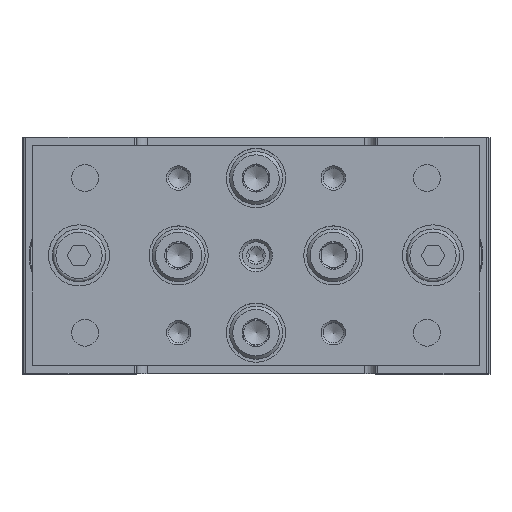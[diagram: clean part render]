
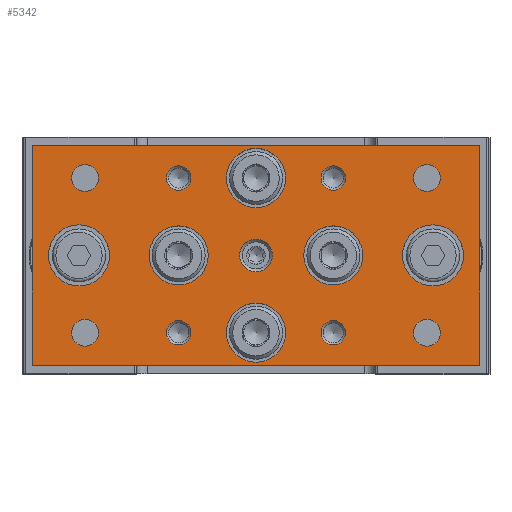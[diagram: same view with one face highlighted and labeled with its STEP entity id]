
A CAD part, top view. The second image highlights one B-rep face of the part: STEP entity #5342.
In plain terms, the highlighted planar face has unit normal (0, 0, 1).
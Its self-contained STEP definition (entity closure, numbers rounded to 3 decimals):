
#531=CIRCLE('',#5982,7.5);
#532=CIRCLE('',#5983,7.5);
#533=CIRCLE('',#5984,3.3);
#534=CIRCLE('',#5985,3.3);
#535=CIRCLE('',#5986,3.3);
#536=CIRCLE('',#5987,3.3);
#537=CIRCLE('',#5988,3.);
#538=CIRCLE('',#5989,3.);
#539=CIRCLE('',#5990,3.);
#540=CIRCLE('',#5991,3.);
#541=CIRCLE('',#5992,7.25);
#542=CIRCLE('',#5993,7.25);
#543=CIRCLE('',#5994,7.25);
#544=CIRCLE('',#5995,7.25);
#545=CIRCLE('',#5996,4.);
#849=LINE('',#8739,#1105);
#853=LINE('',#8748,#1109);
#856=LINE('',#8754,#1112);
#859=LINE('',#8760,#1115);
#1105=VECTOR('',#7076,1000.);
#1109=VECTOR('',#7082,1000.);
#1112=VECTOR('',#7087,1000.);
#1115=VECTOR('',#7092,1000.);
#1766=ORIENTED_EDGE('',*,*,#2841,.F.);
#1767=ORIENTED_EDGE('',*,*,#2842,.F.);
#1768=ORIENTED_EDGE('',*,*,#2843,.T.);
#1769=ORIENTED_EDGE('',*,*,#2844,.T.);
#1770=ORIENTED_EDGE('',*,*,#2845,.T.);
#1771=ORIENTED_EDGE('',*,*,#2846,.T.);
#1772=ORIENTED_EDGE('',*,*,#2847,.T.);
#1773=ORIENTED_EDGE('',*,*,#2848,.T.);
#1774=ORIENTED_EDGE('',*,*,#2849,.T.);
#1775=ORIENTED_EDGE('',*,*,#2850,.T.);
#1776=ORIENTED_EDGE('',*,*,#2851,.T.);
#1777=ORIENTED_EDGE('',*,*,#2852,.T.);
#1778=ORIENTED_EDGE('',*,*,#2853,.T.);
#1779=ORIENTED_EDGE('',*,*,#2854,.T.);
#1780=ORIENTED_EDGE('',*,*,#2855,.T.);
#1781=ORIENTED_EDGE('',*,*,#2814,.T.);
#1782=ORIENTED_EDGE('',*,*,#2818,.T.);
#1783=ORIENTED_EDGE('',*,*,#2821,.T.);
#1784=ORIENTED_EDGE('',*,*,#2824,.T.);
#2814=EDGE_CURVE('',#3440,#3441,#849,.T.);
#2818=EDGE_CURVE('',#3441,#3444,#853,.T.);
#2821=EDGE_CURVE('',#3444,#3446,#856,.T.);
#2824=EDGE_CURVE('',#3446,#3440,#859,.T.);
#2841=EDGE_CURVE('',#3463,#3463,#531,.T.);
#2842=EDGE_CURVE('',#3464,#3464,#532,.T.);
#2843=EDGE_CURVE('',#3465,#3465,#533,.T.);
#2844=EDGE_CURVE('',#3466,#3466,#534,.T.);
#2845=EDGE_CURVE('',#3467,#3467,#535,.T.);
#2846=EDGE_CURVE('',#3468,#3468,#536,.T.);
#2847=EDGE_CURVE('',#3469,#3469,#537,.T.);
#2848=EDGE_CURVE('',#3470,#3470,#538,.T.);
#2849=EDGE_CURVE('',#3471,#3471,#539,.T.);
#2850=EDGE_CURVE('',#3472,#3472,#540,.T.);
#2851=EDGE_CURVE('',#3473,#3473,#541,.T.);
#2852=EDGE_CURVE('',#3474,#3474,#542,.T.);
#2853=EDGE_CURVE('',#3475,#3475,#543,.T.);
#2854=EDGE_CURVE('',#3476,#3476,#544,.T.);
#2855=EDGE_CURVE('',#3477,#3477,#545,.T.);
#3440=VERTEX_POINT('',#8740);
#3441=VERTEX_POINT('',#8741);
#3444=VERTEX_POINT('',#8749);
#3446=VERTEX_POINT('',#8755);
#3463=VERTEX_POINT('',#8795);
#3464=VERTEX_POINT('',#8797);
#3465=VERTEX_POINT('',#8799);
#3466=VERTEX_POINT('',#8801);
#3467=VERTEX_POINT('',#8803);
#3468=VERTEX_POINT('',#8805);
#3469=VERTEX_POINT('',#8807);
#3470=VERTEX_POINT('',#8809);
#3471=VERTEX_POINT('',#8811);
#3472=VERTEX_POINT('',#8813);
#3473=VERTEX_POINT('',#8815);
#3474=VERTEX_POINT('',#8817);
#3475=VERTEX_POINT('',#8819);
#3476=VERTEX_POINT('',#8821);
#3477=VERTEX_POINT('',#8823);
#4084=EDGE_LOOP('',(#1766));
#4085=EDGE_LOOP('',(#1767));
#4086=EDGE_LOOP('',(#1768));
#4087=EDGE_LOOP('',(#1769));
#4088=EDGE_LOOP('',(#1770));
#4089=EDGE_LOOP('',(#1771));
#4090=EDGE_LOOP('',(#1772));
#4091=EDGE_LOOP('',(#1773));
#4092=EDGE_LOOP('',(#1774));
#4093=EDGE_LOOP('',(#1775));
#4094=EDGE_LOOP('',(#1776));
#4095=EDGE_LOOP('',(#1777));
#4096=EDGE_LOOP('',(#1778));
#4097=EDGE_LOOP('',(#1779));
#4098=EDGE_LOOP('',(#1780));
#4099=EDGE_LOOP('',(#1781,#1782,#1783,#1784));
#4708=FACE_BOUND('',#4084,.T.);
#4709=FACE_BOUND('',#4085,.T.);
#4710=FACE_BOUND('',#4086,.T.);
#4711=FACE_BOUND('',#4087,.T.);
#4712=FACE_BOUND('',#4088,.T.);
#4713=FACE_BOUND('',#4089,.T.);
#4714=FACE_BOUND('',#4090,.T.);
#4715=FACE_BOUND('',#4091,.T.);
#4716=FACE_BOUND('',#4092,.T.);
#4717=FACE_BOUND('',#4093,.T.);
#4718=FACE_BOUND('',#4094,.T.);
#4719=FACE_BOUND('',#4095,.T.);
#4720=FACE_BOUND('',#4096,.T.);
#4721=FACE_BOUND('',#4097,.T.);
#4722=FACE_BOUND('',#4098,.T.);
#4723=FACE_BOUND('',#4099,.T.);
#5124=PLANE('',#5981);
#5342=ADVANCED_FACE('',(#4708,#4709,#4710,#4711,#4712,#4713,#4714,#4715,
#4716,#4717,#4718,#4719,#4720,#4721,#4722,#4723),#5124,.T.);
#5981=AXIS2_PLACEMENT_3D('',#8793,#7126,#7127);
#5982=AXIS2_PLACEMENT_3D('',#8794,#7128,#7129);
#5983=AXIS2_PLACEMENT_3D('',#8796,#7130,#7131);
#5984=AXIS2_PLACEMENT_3D('',#8798,#7132,#7133);
#5985=AXIS2_PLACEMENT_3D('',#8800,#7134,#7135);
#5986=AXIS2_PLACEMENT_3D('',#8802,#7136,#7137);
#5987=AXIS2_PLACEMENT_3D('',#8804,#7138,#7139);
#5988=AXIS2_PLACEMENT_3D('',#8806,#7140,#7141);
#5989=AXIS2_PLACEMENT_3D('',#8808,#7142,#7143);
#5990=AXIS2_PLACEMENT_3D('',#8810,#7144,#7145);
#5991=AXIS2_PLACEMENT_3D('',#8812,#7146,#7147);
#5992=AXIS2_PLACEMENT_3D('',#8814,#7148,#7149);
#5993=AXIS2_PLACEMENT_3D('',#8816,#7150,#7151);
#5994=AXIS2_PLACEMENT_3D('',#8818,#7152,#7153);
#5995=AXIS2_PLACEMENT_3D('',#8820,#7154,#7155);
#5996=AXIS2_PLACEMENT_3D('',#8822,#7156,#7157);
#7076=DIRECTION('',(-1.,0.,0.));
#7082=DIRECTION('',(0.,-1.,0.));
#7087=DIRECTION('',(1.,0.,0.));
#7092=DIRECTION('',(0.,1.,0.));
#7126=DIRECTION('',(0.,0.,1.));
#7127=DIRECTION('',(1.,0.,0.));
#7128=DIRECTION('',(0.,0.,1.));
#7129=DIRECTION('',(1.,0.,0.));
#7130=DIRECTION('',(0.,0.,1.));
#7131=DIRECTION('',(1.,0.,0.));
#7132=DIRECTION('',(0.,0.,-1.));
#7133=DIRECTION('',(-1.,0.,0.));
#7134=DIRECTION('',(0.,0.,-1.));
#7135=DIRECTION('',(-1.,0.,0.));
#7136=DIRECTION('',(0.,0.,-1.));
#7137=DIRECTION('',(-1.,0.,0.));
#7138=DIRECTION('',(0.,0.,-1.));
#7139=DIRECTION('',(-1.,0.,0.));
#7140=DIRECTION('',(0.,0.,-1.));
#7141=DIRECTION('',(-1.,0.,0.));
#7142=DIRECTION('',(0.,0.,-1.));
#7143=DIRECTION('',(-1.,0.,0.));
#7144=DIRECTION('',(0.,0.,-1.));
#7145=DIRECTION('',(-1.,0.,0.));
#7146=DIRECTION('',(0.,0.,-1.));
#7147=DIRECTION('',(-1.,0.,0.));
#7148=DIRECTION('',(0.,0.,-1.));
#7149=DIRECTION('',(-1.,0.,0.));
#7150=DIRECTION('',(0.,0.,-1.));
#7151=DIRECTION('',(-1.,0.,0.));
#7152=DIRECTION('',(0.,0.,-1.));
#7153=DIRECTION('',(-1.,0.,0.));
#7154=DIRECTION('',(0.,0.,-1.));
#7155=DIRECTION('',(-1.,0.,0.));
#7156=DIRECTION('',(0.,0.,-1.));
#7157=DIRECTION('',(-1.,0.,0.));
#8739=CARTESIAN_POINT('',(55.,27.,0.));
#8740=CARTESIAN_POINT('',(55.,27.,0.));
#8741=CARTESIAN_POINT('',(-55.,27.,0.));
#8748=CARTESIAN_POINT('',(-55.,27.,0.));
#8749=CARTESIAN_POINT('',(-55.,-27.,0.));
#8754=CARTESIAN_POINT('',(-55.,-27.,0.));
#8755=CARTESIAN_POINT('',(55.,-27.,0.));
#8760=CARTESIAN_POINT('',(55.,-27.,0.));
#8793=CARTESIAN_POINT('',(0.,0.,0.));
#8794=CARTESIAN_POINT('',(-43.5,0.,0.));
#8795=CARTESIAN_POINT('',(-36.,0.,0.));
#8796=CARTESIAN_POINT('',(43.5,0.,0.));
#8797=CARTESIAN_POINT('',(51.,0.,0.));
#8798=CARTESIAN_POINT('',(-42.,19.,0.));
#8799=CARTESIAN_POINT('',(-45.3,19.,0.));
#8800=CARTESIAN_POINT('',(42.,-19.,0.));
#8801=CARTESIAN_POINT('',(38.7,-19.,0.));
#8802=CARTESIAN_POINT('',(-42.,-19.,0.));
#8803=CARTESIAN_POINT('',(-45.3,-19.,0.));
#8804=CARTESIAN_POINT('',(42.,19.,0.));
#8805=CARTESIAN_POINT('',(38.7,19.,0.));
#8806=CARTESIAN_POINT('',(-19.,19.,0.));
#8807=CARTESIAN_POINT('',(-22.,19.,0.));
#8808=CARTESIAN_POINT('',(19.,-19.,0.));
#8809=CARTESIAN_POINT('',(16.,-19.,0.));
#8810=CARTESIAN_POINT('',(-19.,-19.,0.));
#8811=CARTESIAN_POINT('',(-22.,-19.,0.));
#8812=CARTESIAN_POINT('',(19.,19.,0.));
#8813=CARTESIAN_POINT('',(16.,19.,0.));
#8814=CARTESIAN_POINT('',(-19.,0.,0.));
#8815=CARTESIAN_POINT('',(-26.25,0.,0.));
#8816=CARTESIAN_POINT('',(0.,-19.,0.));
#8817=CARTESIAN_POINT('',(-7.25,-19.,0.));
#8818=CARTESIAN_POINT('',(19.,0.,0.));
#8819=CARTESIAN_POINT('',(11.75,0.,0.));
#8820=CARTESIAN_POINT('',(0.,19.,0.));
#8821=CARTESIAN_POINT('',(-7.25,19.,0.));
#8822=CARTESIAN_POINT('',(0.,0.,0.));
#8823=CARTESIAN_POINT('',(-4.,0.,0.));
